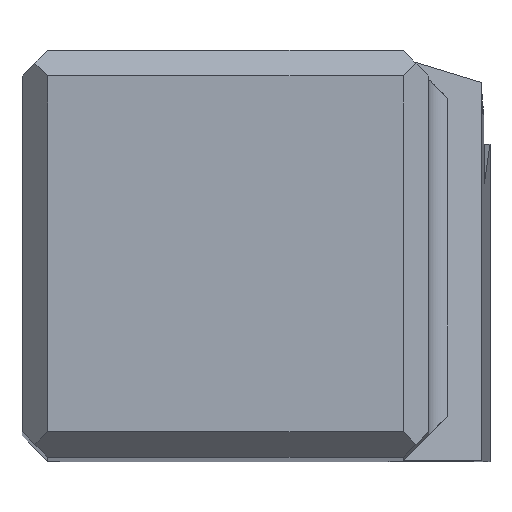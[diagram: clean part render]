
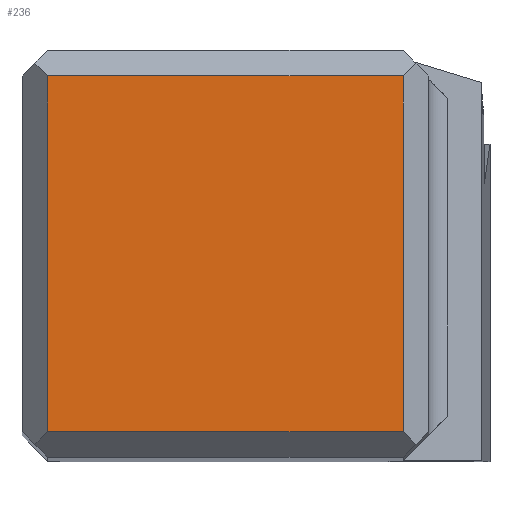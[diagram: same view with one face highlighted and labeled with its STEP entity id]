
A CAD part, top view. The second image highlights one B-rep face of the part: STEP entity #236.
In plain terms, the highlighted planar face has unit normal (0, 0, 1).
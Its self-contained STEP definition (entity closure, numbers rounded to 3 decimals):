
#170=FACE_OUTER_BOUND('',#351,.T.);
#236=ADVANCED_FACE('',(#170),#296,.T.);
#296=PLANE('',#1402);
#351=EDGE_LOOP('',(#583,#584,#585,#586));
#583=ORIENTED_EDGE('',*,*,#958,.F.);
#584=ORIENTED_EDGE('',*,*,#973,.F.);
#585=ORIENTED_EDGE('',*,*,#974,.T.);
#586=ORIENTED_EDGE('',*,*,#881,.F.);
#760=VERTEX_POINT('',#1869);
#761=VERTEX_POINT('',#1871);
#811=VERTEX_POINT('',#2030);
#819=VERTEX_POINT('',#2059);
#881=EDGE_CURVE('',#760,#761,#1061,.T.);
#958=EDGE_CURVE('',#811,#760,#1123,.T.);
#973=EDGE_CURVE('',#819,#811,#1137,.T.);
#974=EDGE_CURVE('',#819,#761,#1138,.T.);
#1061=LINE('',#1870,#1175);
#1123=LINE('',#2031,#1237);
#1137=LINE('',#2060,#1251);
#1138=LINE('',#2062,#1252);
#1175=VECTOR('',#1504,1.);
#1237=VECTOR('',#1646,1.);
#1251=VECTOR('',#1674,1.);
#1252=VECTOR('',#1677,1.);
#1402=AXIS2_PLACEMENT_3D('',#2063,#1678,#1679);
#1504=DIRECTION('',(-1.,0.,0.));
#1646=DIRECTION('',(0.,-1.,0.));
#1674=DIRECTION('',(1.,0.,0.));
#1677=DIRECTION('',(0.,-1.,0.));
#1678=DIRECTION('',(0.,0.,1.));
#1679=DIRECTION('',(1.,0.,0.));
#1869=CARTESIAN_POINT('',(14.875,1.,0.));
#1870=CARTESIAN_POINT('',(14.875,1.,0.));
#1871=CARTESIAN_POINT('',(1.,1.,0.));
#2030=CARTESIAN_POINT('',(14.875,14.875,0.));
#2031=CARTESIAN_POINT('',(14.875,14.875,0.));
#2059=CARTESIAN_POINT('',(1.,14.875,0.));
#2060=CARTESIAN_POINT('',(1.,14.875,0.));
#2062=CARTESIAN_POINT('',(1.,14.875,0.));
#2063=CARTESIAN_POINT('',(7.938,7.938,0.));
